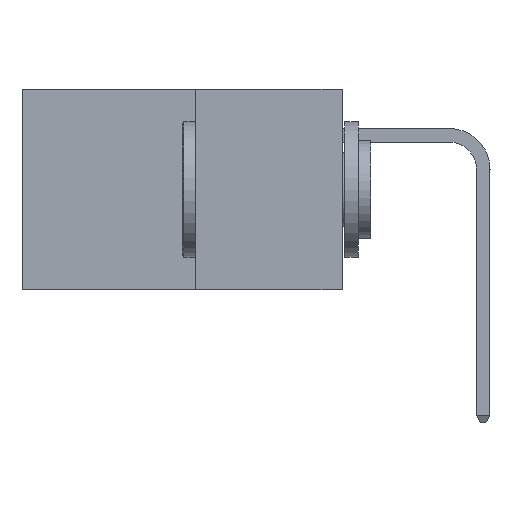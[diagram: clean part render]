
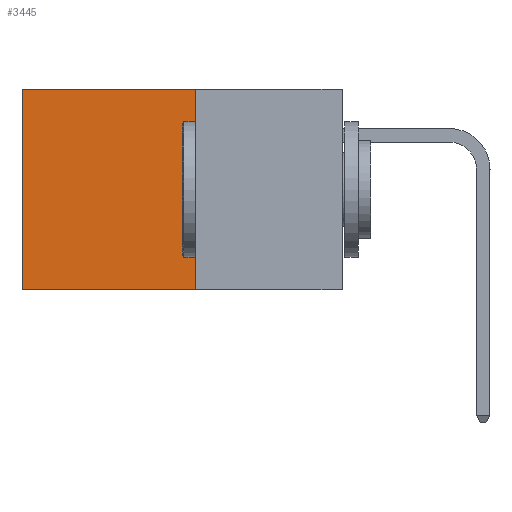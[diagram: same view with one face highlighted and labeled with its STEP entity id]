
A CAD part, left-side view. The second image highlights one B-rep face of the part: STEP entity #3445.
In plain terms, the highlighted planar face has unit normal (-1, 0, 0).
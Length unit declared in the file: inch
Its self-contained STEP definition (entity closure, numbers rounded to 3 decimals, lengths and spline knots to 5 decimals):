
#927 = EDGE_CURVE ( 'NONE', #9043, #2684, #20652, .T. ) ;
#2684 = VERTEX_POINT ( 'NONE', #17013 ) ;
#2865 = FACE_OUTER_BOUND ( 'NONE', #10327, .T. ) ;
#3445 = ADVANCED_FACE ( 'NONE', ( #2865 ), #17987, .F. ) ;
#3822 = CARTESIAN_POINT ( 'NONE',  ( 0.277, 0.59, 0. ) ) ;
#4672 = EDGE_CURVE ( 'NONE', #21557, #2684, #25545, .T. ) ;
#5935 = VECTOR ( 'NONE', #11466, 39.37008 ) ;
#8581 = CARTESIAN_POINT ( 'NONE',  ( 0.277, 0.27, -0.37 ) ) ;
#8681 = EDGE_CURVE ( 'NONE', #18379, #21557, #14591, .T. ) ;
#8810 = AXIS2_PLACEMENT_3D ( 'NONE', #18748, #17871, #17677 ) ;
#8821 = ORIENTED_EDGE ( 'NONE', *, *, #24874, .T. ) ;
#9043 = VERTEX_POINT ( 'NONE', #3822 ) ;
#10327 = EDGE_LOOP ( 'NONE', ( #23488, #22749, #11208, #8821 ) ) ;
#10685 = CARTESIAN_POINT ( 'NONE',  ( 0.277, 0.27, 0. ) ) ;
#11165 = VECTOR ( 'NONE', #16634, 39.37008 ) ;
#11208 = ORIENTED_EDGE ( 'NONE', *, *, #8681, .F. ) ;
#11375 = CARTESIAN_POINT ( 'NONE',  ( 0.277, 0.59, -0.37 ) ) ;
#11466 = DIRECTION ( 'NONE',  ( 0., 0., -1. ) ) ;
#11859 = VECTOR ( 'NONE', #19726, 39.37008 ) ;
#13306 = VECTOR ( 'NONE', #24799, 39.37008 ) ;
#14591 = LINE ( 'NONE', #25113, #13306 ) ;
#16634 = DIRECTION ( 'NONE',  ( 0., 1., 0. ) ) ;
#16641 = CARTESIAN_POINT ( 'NONE',  ( 0.277, 0.27, -0.37 ) ) ;
#17013 = CARTESIAN_POINT ( 'NONE',  ( 0.277, 0.59, -0.37 ) ) ;
#17677 = DIRECTION ( 'NONE',  ( 0., 0., -1. ) ) ;
#17774 = CARTESIAN_POINT ( 'NONE',  ( 0.277, 0.27, 0. ) ) ;
#17871 = DIRECTION ( 'NONE',  ( 1., 0., 0. ) ) ;
#17987 = PLANE ( 'NONE',  #8810 ) ;
#18379 = VERTEX_POINT ( 'NONE', #10685 ) ;
#18748 = CARTESIAN_POINT ( 'NONE',  ( 0.277, 0.27, -0.37 ) ) ;
#19726 = DIRECTION ( 'NONE',  ( 0., 1., 0. ) ) ;
#20652 = LINE ( 'NONE', #11375, #5935 ) ;
#21557 = VERTEX_POINT ( 'NONE', #8581 ) ;
#22374 = LINE ( 'NONE', #17774, #11859 ) ;
#22749 = ORIENTED_EDGE ( 'NONE', *, *, #4672, .F. ) ;
#23488 = ORIENTED_EDGE ( 'NONE', *, *, #927, .T. ) ;
#24799 = DIRECTION ( 'NONE',  ( 0., 0., -1. ) ) ;
#24874 = EDGE_CURVE ( 'NONE', #18379, #9043, #22374, .T. ) ;
#25113 = CARTESIAN_POINT ( 'NONE',  ( 0.277, 0.27, -0.37 ) ) ;
#25545 = LINE ( 'NONE', #16641, #11165 ) ;
